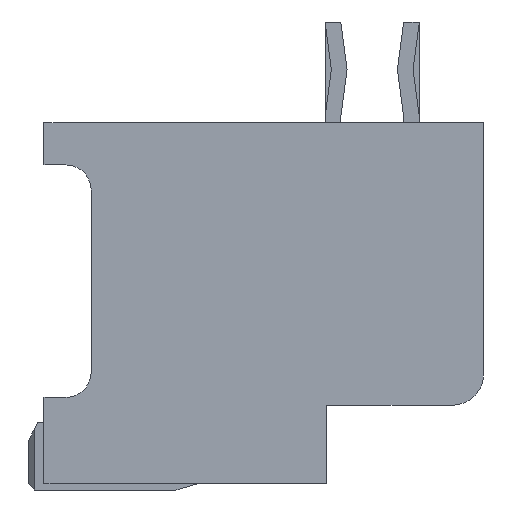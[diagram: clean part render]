
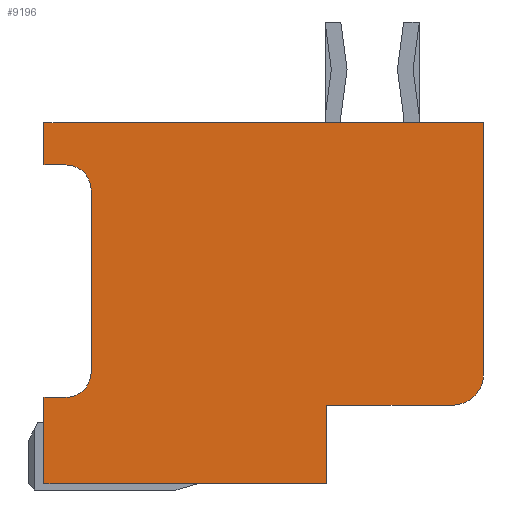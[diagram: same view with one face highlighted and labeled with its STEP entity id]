
A CAD part, left-side view. The second image highlights one B-rep face of the part: STEP entity #9196.
In plain terms, the highlighted planar face has unit normal (-1, 0, 0).
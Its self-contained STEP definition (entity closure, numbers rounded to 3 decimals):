
#1=DIRECTION('',(0.,-1.,0.));
#2=VECTOR('',#1,14.);
#3=CARTESIAN_POINT('',(-13.7,7.,5.05));
#4=LINE('',#3,#2);
#5=DIRECTION('',(0.,0.,-1.));
#6=VECTOR('',#5,8.);
#7=CARTESIAN_POINT('',(-13.7,-7.,5.05));
#8=LINE('',#7,#6);
#9=CARTESIAN_POINT('',(-13.7,-6.,-2.95));
#10=DIRECTION('',(1.,0.,0.));
#11=DIRECTION('',(0.,-1.,0.));
#12=AXIS2_PLACEMENT_3D('',#9,#10,#11);
#14=DIRECTION('',(0.,1.,0.));
#15=VECTOR('',#14,4.);
#16=CARTESIAN_POINT('',(-13.7,-6.,-3.95));
#17=LINE('',#16,#15);
#18=DIRECTION('',(0.,0.,-1.));
#19=VECTOR('',#18,2.5);
#20=CARTESIAN_POINT('',(-13.7,-2.,-3.95));
#21=LINE('',#20,#19);
#22=DIRECTION('',(0.,1.,0.));
#23=VECTOR('',#22,9.);
#24=CARTESIAN_POINT('',(-13.7,-2.,-6.45));
#25=LINE('',#24,#23);
#26=DIRECTION('',(0.,0.,1.));
#27=VECTOR('',#26,2.75);
#28=CARTESIAN_POINT('',(-13.7,7.,-6.45));
#29=LINE('',#28,#27);
#30=DIRECTION('',(0.,-1.,0.));
#31=VECTOR('',#30,0.7);
#32=CARTESIAN_POINT('',(-13.7,7.,-3.7));
#33=LINE('',#32,#31);
#34=CARTESIAN_POINT('',(-13.7,6.3,-2.9));
#35=DIRECTION('',(-1.,0.,0.));
#36=DIRECTION('',(0.,0.,-1.));
#37=AXIS2_PLACEMENT_3D('',#34,#35,#36);
#39=DIRECTION('',(0.,0.,1.));
#40=VECTOR('',#39,5.8);
#41=CARTESIAN_POINT('',(-13.7,5.5,-2.9));
#42=LINE('',#41,#40);
#43=CARTESIAN_POINT('',(-13.7,6.3,2.9));
#44=DIRECTION('',(-1.,0.,0.));
#45=DIRECTION('',(0.,-1.,0.));
#46=AXIS2_PLACEMENT_3D('',#43,#44,#45);
#48=DIRECTION('',(0.,1.,0.));
#49=VECTOR('',#48,0.7);
#50=CARTESIAN_POINT('',(-13.7,6.3,3.7));
#51=LINE('',#50,#49);
#52=DIRECTION('',(0.,0.,1.));
#53=VECTOR('',#52,1.35);
#54=CARTESIAN_POINT('',(-13.7,7.,3.7));
#55=LINE('',#54,#53);
#6919=CARTESIAN_POINT('',(-13.7,7.,5.05));
#6920=CARTESIAN_POINT('',(-13.7,-7.,5.05));
#6921=VERTEX_POINT('',#6919);
#6922=VERTEX_POINT('',#6920);
#6923=CARTESIAN_POINT('',(-13.7,-7.,-2.95));
#6924=VERTEX_POINT('',#6923);
#6925=CARTESIAN_POINT('',(-13.7,-6.,-3.95));
#6926=VERTEX_POINT('',#6925);
#6927=CARTESIAN_POINT('',(-13.7,-2.,-3.95));
#6928=VERTEX_POINT('',#6927);
#6929=CARTESIAN_POINT('',(-13.7,-2.,-6.45));
#6930=VERTEX_POINT('',#6929);
#6931=CARTESIAN_POINT('',(-13.7,7.,-6.45));
#6932=VERTEX_POINT('',#6931);
#6933=CARTESIAN_POINT('',(-13.7,7.,-3.7));
#6934=VERTEX_POINT('',#6933);
#6949=CARTESIAN_POINT('',(-13.7,6.3,-3.7));
#6950=VERTEX_POINT('',#6949);
#6951=CARTESIAN_POINT('',(-13.7,5.5,-2.9));
#6952=VERTEX_POINT('',#6951);
#6953=CARTESIAN_POINT('',(-13.7,5.5,2.9));
#6954=VERTEX_POINT('',#6953);
#6955=CARTESIAN_POINT('',(-13.7,6.3,3.7));
#6956=VERTEX_POINT('',#6955);
#6957=CARTESIAN_POINT('',(-13.7,7.,3.7));
#6958=VERTEX_POINT('',#6957);
#9163=CARTESIAN_POINT('',(-13.7,0.,0.));
#9164=DIRECTION('',(1.,0.,0.));
#9165=DIRECTION('',(0.,0.,-1.));
#9166=AXIS2_PLACEMENT_3D('',#9163,#9164,#9165);
#9167=PLANE('',#9166);
#9169=ORIENTED_EDGE('',*,*,#9168,.T.);
#9171=ORIENTED_EDGE('',*,*,#9170,.T.);
#9173=ORIENTED_EDGE('',*,*,#9172,.T.);
#9175=ORIENTED_EDGE('',*,*,#9174,.T.);
#9177=ORIENTED_EDGE('',*,*,#9176,.T.);
#9179=ORIENTED_EDGE('',*,*,#9178,.T.);
#9181=ORIENTED_EDGE('',*,*,#9180,.T.);
#9183=ORIENTED_EDGE('',*,*,#9182,.T.);
#9185=ORIENTED_EDGE('',*,*,#9184,.T.);
#9187=ORIENTED_EDGE('',*,*,#9186,.T.);
#9189=ORIENTED_EDGE('',*,*,#9188,.T.);
#9191=ORIENTED_EDGE('',*,*,#9190,.T.);
#9193=ORIENTED_EDGE('',*,*,#9192,.T.);
#9194=EDGE_LOOP('',(#9169,#9171,#9173,#9175,#9177,#9179,#9181,#9183,#9185,#9187,
#9189,#9191,#9193));
#9195=FACE_OUTER_BOUND('',#9194,.F.);
#9196=ADVANCED_FACE('',(#9195),#9167,.F.);
#13=CIRCLE('',#12,1.);
#38=CIRCLE('',#37,0.8);
#47=CIRCLE('',#46,0.8);
#9168=EDGE_CURVE('',#6921,#6922,#4,.T.);
#9170=EDGE_CURVE('',#6922,#6924,#8,.T.);
#9172=EDGE_CURVE('',#6924,#6926,#13,.T.);
#9174=EDGE_CURVE('',#6926,#6928,#17,.T.);
#9176=EDGE_CURVE('',#6928,#6930,#21,.T.);
#9178=EDGE_CURVE('',#6930,#6932,#25,.T.);
#9180=EDGE_CURVE('',#6932,#6934,#29,.T.);
#9182=EDGE_CURVE('',#6934,#6950,#33,.T.);
#9184=EDGE_CURVE('',#6950,#6952,#38,.T.);
#9186=EDGE_CURVE('',#6952,#6954,#42,.T.);
#9188=EDGE_CURVE('',#6954,#6956,#47,.T.);
#9190=EDGE_CURVE('',#6956,#6958,#51,.T.);
#9192=EDGE_CURVE('',#6958,#6921,#55,.T.);
